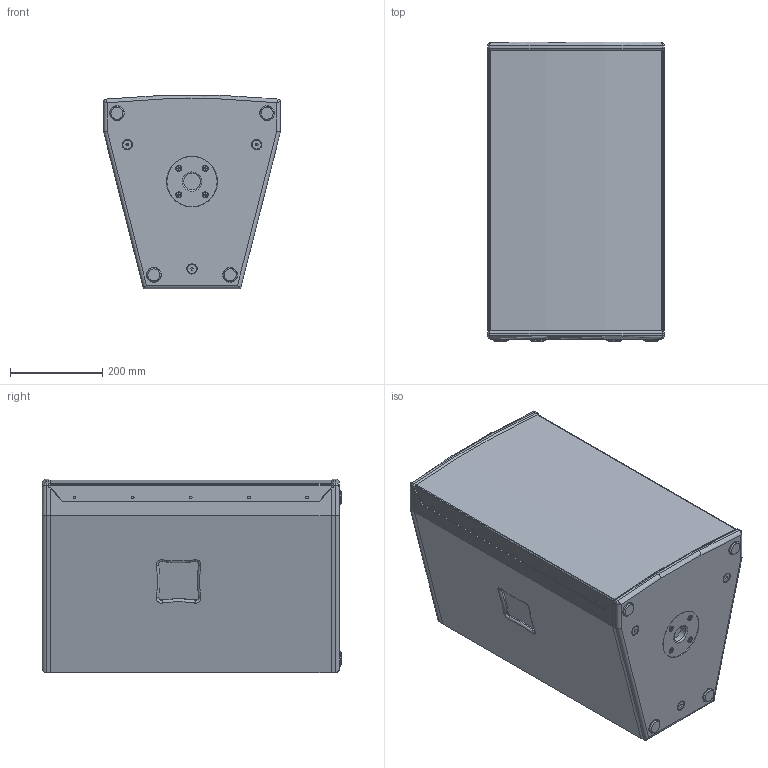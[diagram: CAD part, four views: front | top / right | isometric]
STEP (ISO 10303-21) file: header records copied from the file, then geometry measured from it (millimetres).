
FILE_DESCRIPTION(/* description */ (''),/* implementation_level */ '2;1');
FILE_NAME(/* name */ 'AUDAC-PX112.stp',/* time_stamp */ '2021-04-12T10:22:02+02:00',/* author */ ('kamiel'),/* organization */ (''),/* preprocessor_version */ 'ST-DEVELOPER v18.1',/* originating_system */ 'Autodesk Inventor 2021',/* authorisation */ '');
FILE_SCHEMA (('AUTOMOTIVE_DESIGN { 1 0 10303 214 3 1 1 }'));
Length unit declared in the file: millimetre
Products named in the file (1): AUDAC-PX112
Bounding box: 383 x 648 x 418.95 mm (x, y, z)
Volume: 82825013.1 mm3; surface area: 1240422.8 mm2
Topology: 1 solids, 44 shells, 1026 faces, 2546 edges, 1646 vertices
Faces by surface type: plane 416, cone 260, cylinder 215, torus 121, sphere 10, bspline 4
Full cylindrical faces by diameter (mm): 2.693 x4, 3 x4, 3.2 x4, 3.6 x4, 3.621 x6, 4 x6, 4.5 x6, 5.387 x8, 5.5 x20, 6 x10, 6.5 x4, 7.5 x8, 8.376 x1, 9 x4, 10 x8, 11.3 x8, 11.5 x8, 12.2 x2, 19.22 x8, 24 x2, 31 x4, 32 x4, 35.3 x1, 36 x1, 42 x1, 45 x2, 108 x1, 108.75 x1, 109.5 x1, 110 x1
Entity records: 33524 total; most frequent: CARTESIAN_POINT 8821, DIRECTION 5059, ORIENTED_EDGE 5024, EDGE_CURVE 2512, AXIS2_PLACEMENT_3D 2036, VERTEX_POINT 1646, EDGE_LOOP 1142, FACE_OUTER_BOUND 1026
